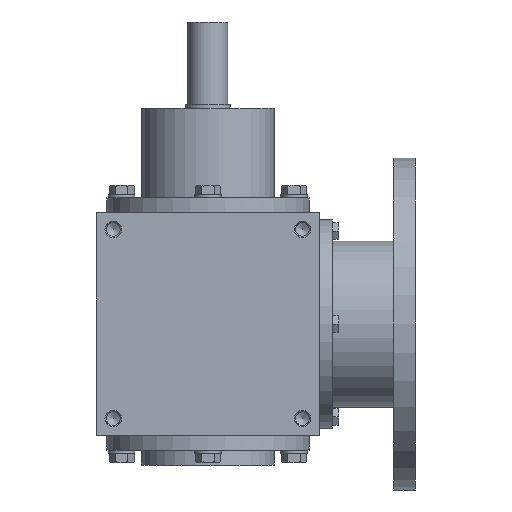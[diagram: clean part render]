
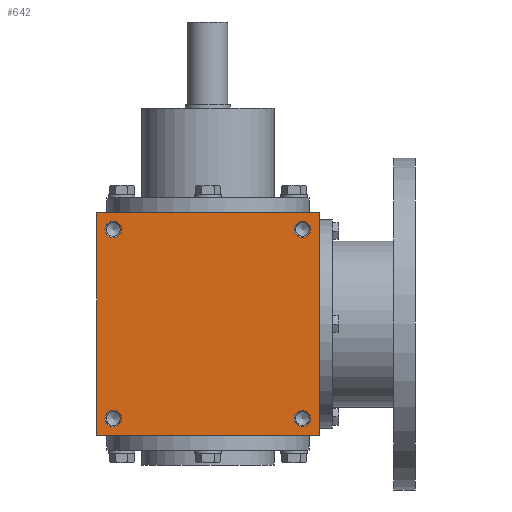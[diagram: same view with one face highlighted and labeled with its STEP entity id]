
A CAD part, front view. The second image highlights one B-rep face of the part: STEP entity #642.
In plain terms, the highlighted planar face has unit normal (0, -1, 0).
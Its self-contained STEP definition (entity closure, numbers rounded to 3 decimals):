
#642 = ADVANCED_FACE( '', ( #1320, #1321, #1322, #1323, #1324 ), #1325, .F. );
#1320 = FACE_BOUND( '', #2053, .T. );
#1321 = FACE_BOUND( '', #2054, .T. );
#1322 = FACE_BOUND( '', #2055, .T. );
#1323 = FACE_BOUND( '', #2056, .T. );
#1324 = FACE_OUTER_BOUND( '', #2057, .T. );
#1325 = PLANE( '', #2058 );
#2053 = EDGE_LOOP( '', ( #3201 ) );
#2054 = EDGE_LOOP( '', ( #3202 ) );
#2055 = EDGE_LOOP( '', ( #3203 ) );
#2056 = EDGE_LOOP( '', ( #3204 ) );
#2057 = EDGE_LOOP( '', ( #3205, #3206, #3207, #3208 ) );
#2058 = AXIS2_PLACEMENT_3D( '', #3209, #3210, #3211 );
#3201 = ORIENTED_EDGE( '', *, *, #4088, .T. );
#3202 = ORIENTED_EDGE( '', *, *, #3692, .T. );
#3203 = ORIENTED_EDGE( '', *, *, #3822, .F. );
#3204 = ORIENTED_EDGE( '', *, *, #4064, .F. );
#3205 = ORIENTED_EDGE( '', *, *, #3951, .T. );
#3206 = ORIENTED_EDGE( '', *, *, #4089, .F. );
#3207 = ORIENTED_EDGE( '', *, *, #3697, .F. );
#3208 = ORIENTED_EDGE( '', *, *, #4090, .T. );
#3209 = CARTESIAN_POINT( '', ( -67., -67., 67. ) );
#3210 = DIRECTION( '', ( 0., 1., 0. ) );
#3211 = DIRECTION( '', ( 0., 0., 1. ) );
#3692 = EDGE_CURVE( '', #4224, #4224, #4225, .T. );
#3697 = EDGE_CURVE( '', #4232, #4234, #4235, .T. );
#3822 = EDGE_CURVE( '', #4437, #4437, #4438, .T. );
#3951 = EDGE_CURVE( '', #4627, #4631, #4633, .T. );
#4064 = EDGE_CURVE( '', #4786, #4786, #4787, .T. );
#4088 = EDGE_CURVE( '', #4812, #4812, #4813, .T. );
#4089 = EDGE_CURVE( '', #4234, #4631, #4814, .T. );
#4090 = EDGE_CURVE( '', #4232, #4627, #4815, .T. );
#4224 = VERTEX_POINT( '', #4970 );
#4225 = CIRCLE( '', #4971, 5. );
#4232 = VERTEX_POINT( '', #4978 );
#4234 = VERTEX_POINT( '', #4981 );
#4235 = LINE( '', #4982, #4983 );
#4437 = VERTEX_POINT( '', #5257 );
#4438 = CIRCLE( '', #5258, 5. );
#4627 = VERTEX_POINT( '', #5530 );
#4631 = VERTEX_POINT( '', #5536 );
#4633 = LINE( '', #5539, #5540 );
#4786 = VERTEX_POINT( '', #5745 );
#4787 = CIRCLE( '', #5746, 5. );
#4812 = VERTEX_POINT( '', #5773 );
#4813 = CIRCLE( '', #5774, 5. );
#4814 = LINE( '', #5775, #5776 );
#4815 = LINE( '', #5777, #5778 );
#4970 = CARTESIAN_POINT( '', ( -57., -67., 62. ) );
#4971 = AXIS2_PLACEMENT_3D( '', #5936, #5937, #5938 );
#4978 = CARTESIAN_POINT( '', ( -67., -67., 67. ) );
#4981 = CARTESIAN_POINT( '', ( 67., -67., 67. ) );
#4982 = CARTESIAN_POINT( '', ( -67., -67., 67. ) );
#4983 = VECTOR( '', #5946, 1000. );
#5257 = CARTESIAN_POINT( '', ( 57., -67., -62. ) );
#5258 = AXIS2_PLACEMENT_3D( '', #6156, #6157, #6158 );
#5530 = CARTESIAN_POINT( '', ( -67., -67., -67. ) );
#5536 = CARTESIAN_POINT( '', ( 67., -67., -67. ) );
#5539 = CARTESIAN_POINT( '', ( -67., -67., -67. ) );
#5540 = VECTOR( '', #6357, 1000. );
#5745 = CARTESIAN_POINT( '', ( 57., -67., 52. ) );
#5746 = AXIS2_PLACEMENT_3D( '', #6532, #6533, #6534 );
#5773 = CARTESIAN_POINT( '', ( -57., -67., -52. ) );
#5774 = AXIS2_PLACEMENT_3D( '', #6552, #6553, #6554 );
#5775 = CARTESIAN_POINT( '', ( 67., -67., 67. ) );
#5776 = VECTOR( '', #6555, 1000. );
#5777 = CARTESIAN_POINT( '', ( -67., -67., 67. ) );
#5778 = VECTOR( '', #6556, 1000. );
#5936 = CARTESIAN_POINT( '', ( -57., -67., 57. ) );
#5937 = DIRECTION( '', ( 0., 1., 0. ) );
#5938 = DIRECTION( '', ( 0., 0., 1. ) );
#5946 = DIRECTION( '', ( 1., 0., 0. ) );
#6156 = CARTESIAN_POINT( '', ( 57., -67., -57. ) );
#6157 = DIRECTION( '', ( 0., -1., 0. ) );
#6158 = DIRECTION( '', ( 0., 0., -1. ) );
#6357 = DIRECTION( '', ( 1., 0., 0. ) );
#6532 = CARTESIAN_POINT( '', ( 57., -67., 57. ) );
#6533 = DIRECTION( '', ( 0., -1., 0. ) );
#6534 = DIRECTION( '', ( 0., 0., -1. ) );
#6552 = CARTESIAN_POINT( '', ( -57., -67., -57. ) );
#6553 = DIRECTION( '', ( 0., 1., 0. ) );
#6554 = DIRECTION( '', ( 0., 0., 1. ) );
#6555 = DIRECTION( '', ( 0., 0., -1. ) );
#6556 = DIRECTION( '', ( 0., 0., -1. ) );
